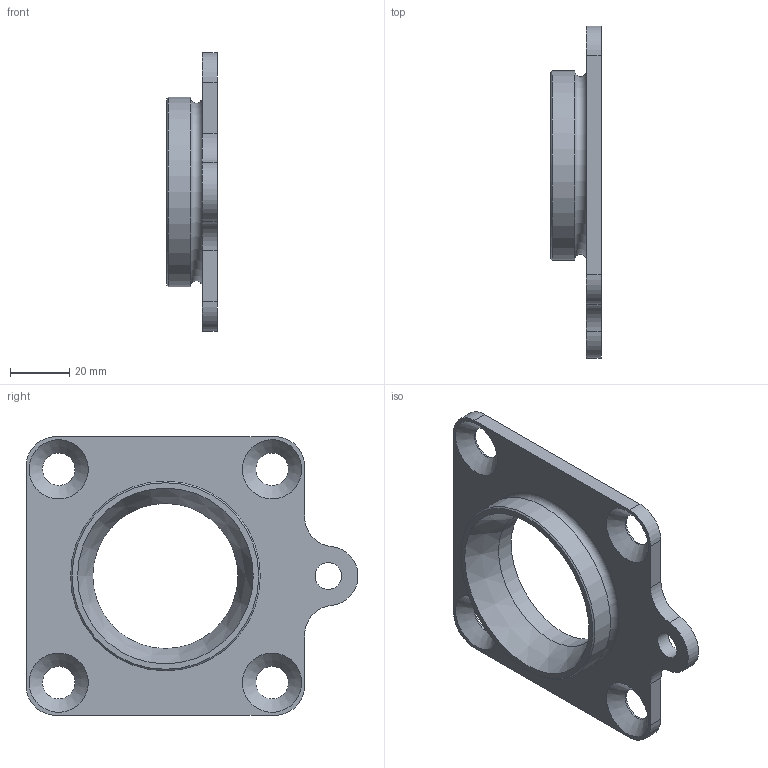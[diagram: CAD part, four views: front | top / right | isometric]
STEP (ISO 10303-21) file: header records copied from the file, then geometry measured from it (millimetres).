
FILE_DESCRIPTION(/* description */ ('Balghalter'),/* implementation_level */ '2;1');
FILE_NAME(/* name */ 'JR 810686.ipt_.step',/* time_stamp */ '2024-10-22T15:38:00+02:00',/* author */ ('DIHO'),/* organization */ (''),/* preprocessor_version */ 'ST-DEVELOPER v18.1',/* originating_system */ 'Autodesk Inventor 2022',/* authorisation */ '');
FILE_SCHEMA (('AUTOMOTIVE_DESIGN { 1 0 10303 214 3 1 1 }'));
Length unit declared in the file: millimetre
Products named in the file (1): JR 810686
Bounding box: 17 x 111.96 x 94 mm (x, y, z)
Volume: 42187.3 mm3; surface area: 20898.2 mm2
Topology: 1 solids, 1 shells, 29 faces, 73 edges, 47 vertices
Faces by surface type: cylinder 14, plane 8, cone 6, torus 1
Full cylindrical faces by diameter (mm): 9 x1, 11 x4, 49 x1, 64 x1
Entity records: 952 total; most frequent: DIRECTION 171, CARTESIAN_POINT 150, ORIENTED_EDGE 146, EDGE_CURVE 73, AXIS2_PLACEMENT_3D 68, VERTEX_POINT 47, EDGE_LOOP 42, CIRCLE 38
